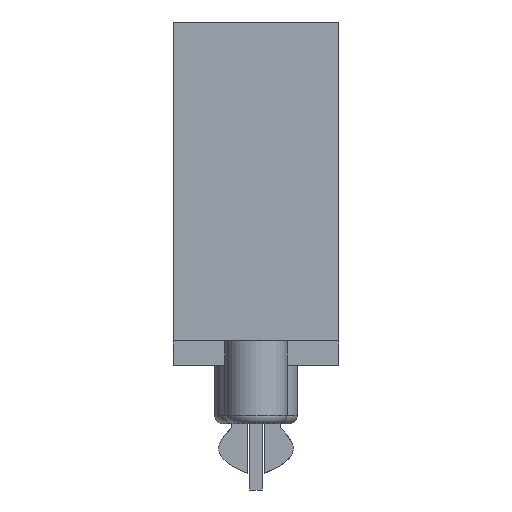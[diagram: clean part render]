
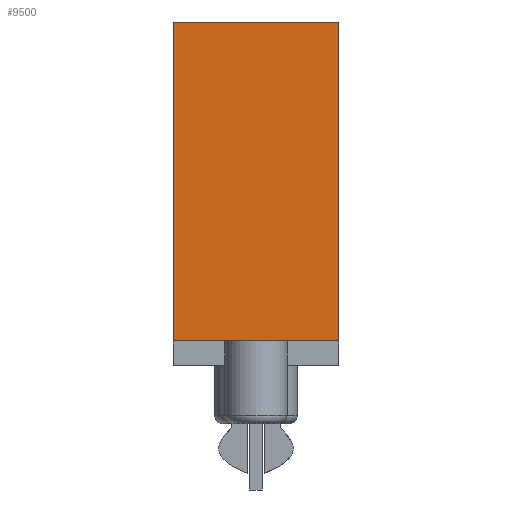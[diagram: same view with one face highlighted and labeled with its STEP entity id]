
A CAD part, left-side view. The second image highlights one B-rep face of the part: STEP entity #9500.
In plain terms, the highlighted planar face has unit normal (-1, 0, 0).
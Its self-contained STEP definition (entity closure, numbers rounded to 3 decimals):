
#658=FACE_OUTER_BOUND('',#1227,.T.);
#1227=EDGE_LOOP('',(#7406,#7407,#7408,#7409));
#1888=LINE('',#14170,#3039);
#2043=LINE('',#14484,#3194);
#2065=LINE('',#14547,#3216);
#2107=LINE('',#14636,#3258);
#3039=VECTOR('',#11448,10.);
#3194=VECTOR('',#11713,10.);
#3216=VECTOR('',#11797,10.);
#3258=VECTOR('',#11897,10.);
#4141=VERTEX_POINT('',#14167);
#4142=VERTEX_POINT('',#14169);
#4246=VERTEX_POINT('',#14483);
#4256=VERTEX_POINT('',#14545);
#5160=EDGE_CURVE('',#4141,#4142,#1888,.T.);
#5323=EDGE_CURVE('',#4142,#4246,#2043,.T.);
#5355=EDGE_CURVE('',#4141,#4256,#2065,.T.);
#5397=EDGE_CURVE('',#4256,#4246,#2107,.T.);
#7406=ORIENTED_EDGE('',*,*,#5355,.T.);
#7407=ORIENTED_EDGE('',*,*,#5397,.T.);
#7408=ORIENTED_EDGE('',*,*,#5323,.F.);
#7409=ORIENTED_EDGE('',*,*,#5160,.F.);
#8981=PLANE('',#10233);
#9500=ADVANCED_FACE('',(#658),#8981,.T.);
#10233=AXIS2_PLACEMENT_3D('',#14637,#11898,#11899);
#11448=DIRECTION('',(0.,0.,1.));
#11713=DIRECTION('',(0.,-1.,0.));
#11797=DIRECTION('',(0.,-1.,0.));
#11897=DIRECTION('',(0.,0.,1.));
#11898=DIRECTION('center_axis',(-1.,0.,0.));
#11899=DIRECTION('ref_axis',(0.,-1.,0.));
#14167=CARTESIAN_POINT('',(-21.425,2.,0.6));
#14169=CARTESIAN_POINT('',(-21.425,2.,8.3));
#14170=CARTESIAN_POINT('',(-21.425,2.,0.));
#14483=CARTESIAN_POINT('',(-21.425,-2.,8.3));
#14484=CARTESIAN_POINT('',(-21.425,1.,8.3));
#14545=CARTESIAN_POINT('',(-21.425,-2.,0.6));
#14547=CARTESIAN_POINT('',(-21.425,1.,0.6));
#14636=CARTESIAN_POINT('',(-21.425,-2.,0.));
#14637=CARTESIAN_POINT('Origin',(-21.425,2.,0.));
